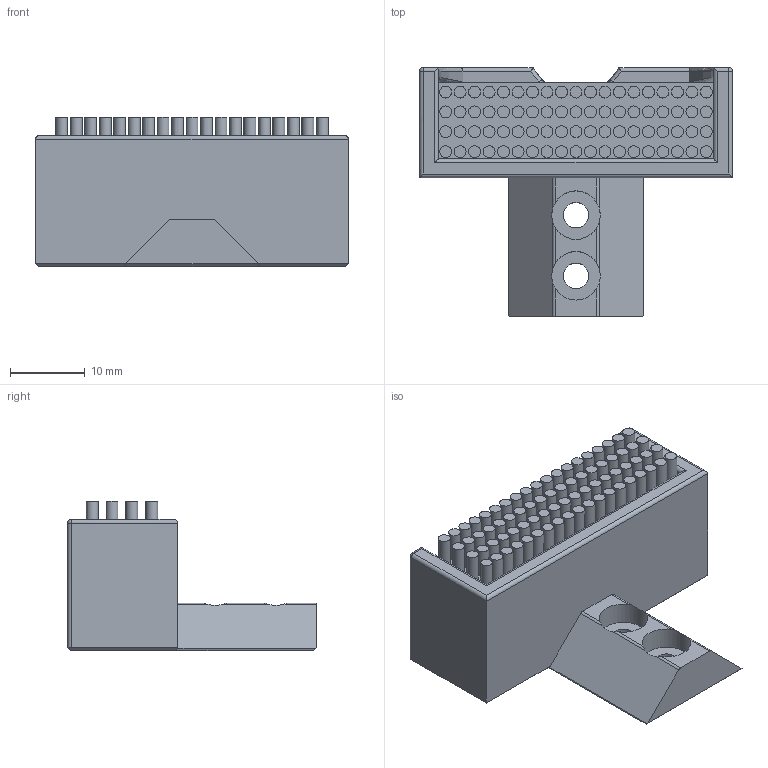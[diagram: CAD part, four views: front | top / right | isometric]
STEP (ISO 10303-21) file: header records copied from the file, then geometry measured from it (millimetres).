
FILE_DESCRIPTION(/* description */ (''),/* implementation_level */ '2;1');
FILE_NAME(/* name */ 'Silicone_brush_holder.step',/* time_stamp */ '2022-03-12T15:19:52+00:00',/* author */ (''),/* organization */ (''),/* preprocessor_version */ 'ST-DEVELOPER v18.1',/* originating_system */ 'Autodesk Translation Framework v10.13.0.1454',/* authorisation */ '');
FILE_SCHEMA (('AUTOMOTIVE_DESIGN { 1 0 10303 214 3 1 1 }'));
Length unit declared in the file: millimetre
Products named in the file (3): Silicone_brush_holder; Brush; Silicone_brush_holder_1
Assembly tree (2 placements, depth 2):
  Silicone_brush_holder
    Brush
    Silicone_brush_holder_1
Bounding box: 42 x 33.4 x 20 mm (x, y, z)
Volume: 10650 mm3; surface area: 8015.6 mm2
Topology: 2 solids, 2 shells, 240 faces, 450 edges, 290 vertices
Faces by surface type: cylinder 115, plane 109, torus 5, sphere 4, bspline 4, cone 3
Full cylindrical faces by diameter (mm): 1.6 x76, 3.4 x2, 6.5 x2
Entity records: 6533 total; most frequent: CARTESIAN_POINT 1495, DIRECTION 1094, ORIENTED_EDGE 900, AXIS2_PLACEMENT_3D 451, EDGE_CURVE 450, EDGE_LOOP 320, VERTEX_POINT 290, FACE_OUTER_BOUND 240
